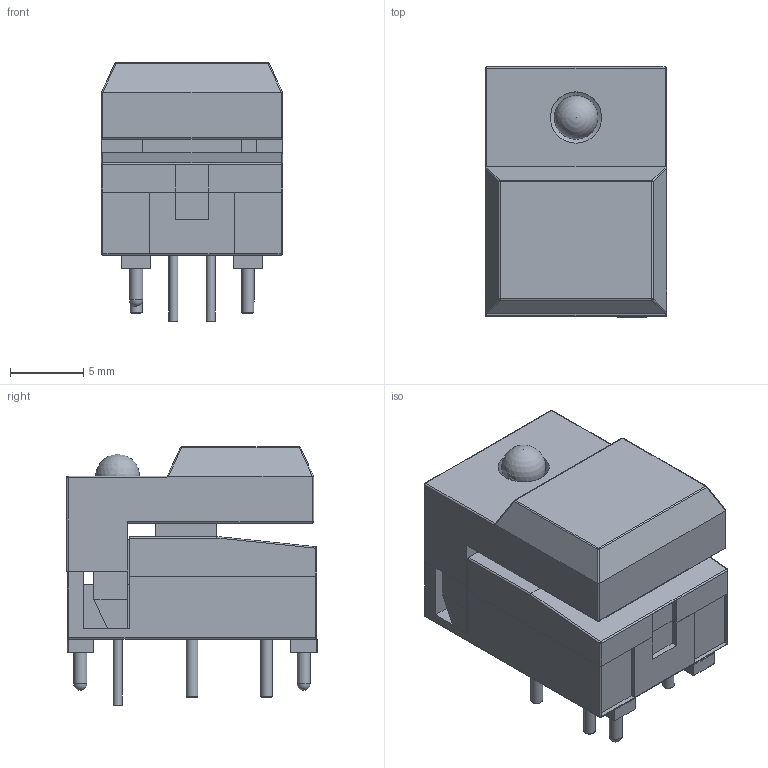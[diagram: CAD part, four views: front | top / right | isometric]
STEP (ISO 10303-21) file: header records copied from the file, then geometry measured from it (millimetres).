
FILE_DESCRIPTION(/* description */ (''),/* implementation_level */ '2;1');
FILE_NAME(/* name */ 'PB-86 A1 blu.step',/* time_stamp */ '2022-11-13T11:14:34+01:00',/* author */ (''),/* organization */ (''),/* preprocessor_version */ 'ST-DEVELOPER v19.2',/* originating_system */ 'Autodesk Translation Framework v11.17.0.187',/* authorisation */ '');
FILE_SCHEMA (('AUTOMOTIVE_DESIGN { 1 0 10303 214 3 1 1 }'));
Length unit declared in the file: millimetre
Products named in the file (1): PB-86 A1
Bounding box: 12.35 x 17.09 x 17.62 mm (x, y, z)
Volume: 2337.8 mm3; surface area: 2342.1 mm2
Topology: 20 solids, 20 shells, 225 faces, 504 edges, 315 vertices
Faces by surface type: plane 155, cylinder 49, sphere 16, cone 5
Full cylindrical faces by diameter (mm): 0.6 x2, 0.8 x4, 0.9 x2, 3.5 x1
Entity records: 6197 total; most frequent: CARTESIAN_POINT 1079, DIRECTION 1052, ORIENTED_EDGE 998, EDGE_CURVE 499, LINE 390, VECTOR 390, AXIS2_PLACEMENT_3D 331, VERTEX_POINT 315
